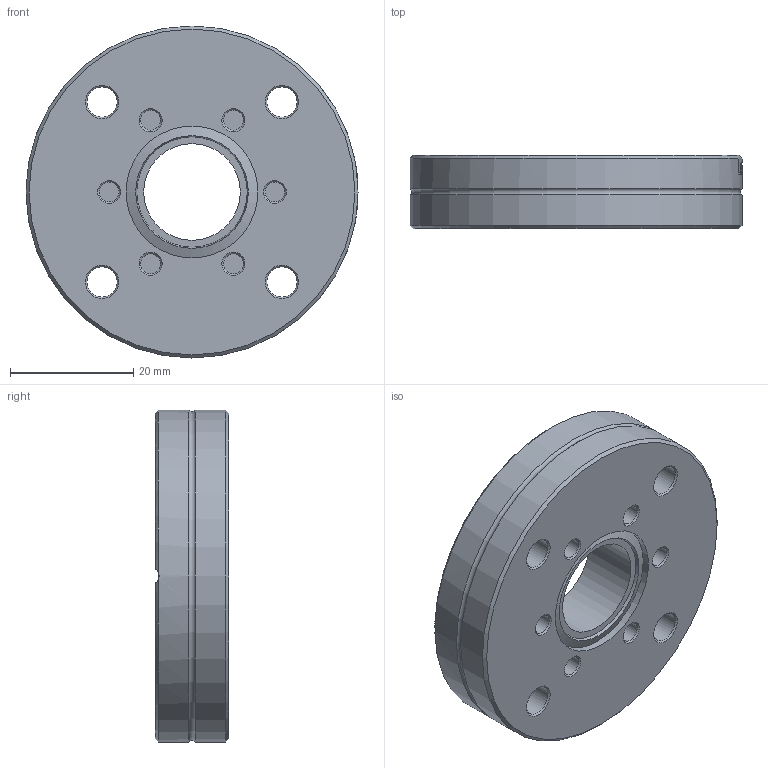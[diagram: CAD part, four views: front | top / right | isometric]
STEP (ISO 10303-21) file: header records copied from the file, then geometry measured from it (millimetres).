
FILE_DESCRIPTION(/* description */ (''),/* implementation_level */ '2;1');
FILE_NAME(/* name */ 'FL-Z25-16.stp',/* time_stamp */ '2023-01-13T16:15:16Z',/* author */ ('Paul'),/* organization */ (''),/* preprocessor_version */ 'ST-DEVELOPER v19.2',/* originating_system */ 'Autodesk Inventor 2023',/* authorisation */ '');
FILE_SCHEMA (('AUTOMOTIVE_DESIGN { 1 0 10303 214 3 1 1 }'));
Length unit declared in the file: millimetre
Products named in the file (1): FL-Z25-16
Bounding box: 53.9 x 11.9 x 53.9 mm (x, y, z)
Volume: 22510.9 mm3; surface area: 7980.8 mm2
Topology: 1 solids, 1 shells, 141 faces, 367 edges, 242 vertices
Faces by surface type: plane 53, bspline 41, cylinder 25, cone 21, torus 1
Full cylindrical faces by diameter (mm): 3.242 x6, 4.917 x4, 15.7 x1, 21.4 x1, 33.02 x1, 53.9 x2
Entity records: 5825 total; most frequent: CARTESIAN_POINT 2474, ORIENTED_EDGE 734, DIRECTION 606, EDGE_CURVE 367, VERTEX_POINT 242, AXIS2_PLACEMENT_3D 230, EDGE_LOOP 165, LINE 146
